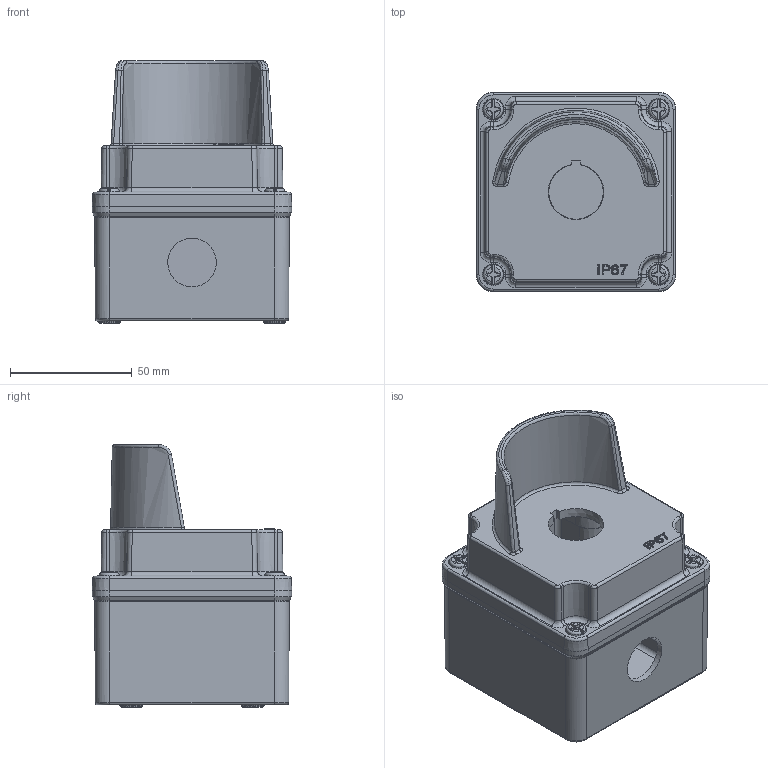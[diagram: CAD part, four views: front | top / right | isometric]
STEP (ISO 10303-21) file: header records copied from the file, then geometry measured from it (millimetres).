
FILE_DESCRIPTION(/* description */ (''),/* implementation_level */ '2;1');
FILE_NAME(/* name */ '402605-CENTIKLI-SARI.stp',/* time_stamp */ '2016-10-10T16:59:57+03:00',/* author */ (''),/* organization */ (''),/* preprocessor_version */ 'ST-DEVELOPER v14',/* originating_system */ 'SIEMENS PLM Software NX 8.0',/* authorisation */ '');
FILE_SCHEMA (('AP203_CONFIGURATION_CONTROLLED_3D_DESIGN_OF_MECHANICAL_PARTS_AND_ASSEMBLIES_MIM_LF { 1 0 10303 403 2 1 2}'));
Length unit declared in the file: millimetre
Products named in the file (1): mtas0F44AFA9tg3i
Bounding box: 82 x 82 x 108 mm (x, y, z)
Volume: 125017.9 mm3; surface area: 80664.5 mm2
Topology: 7 solids, 7 shells, 1099 faces, 2588 edges, 1518 vertices
Faces by surface type: cylinder 320, plane 265, bspline 211, cone 121, torus 120, sphere 38, extrusion 24
Full cylindrical faces by diameter (mm): 3 x1, 3.4 x1, 3.838 x1, 4 x4, 4.351 x4, 5 x4, 6 x4, 8 x1, 20 x1
Entity records: 35568 total; most frequent: CARTESIAN_POINT 11915, DIRECTION 4943, ORIENTED_EDGE 4756, EDGE_CURVE 2378, AXIS2_PLACEMENT_3D 2012, VERTEX_POINT 1456, EDGE_LOOP 1286, ADVANCED_FACE 1099
